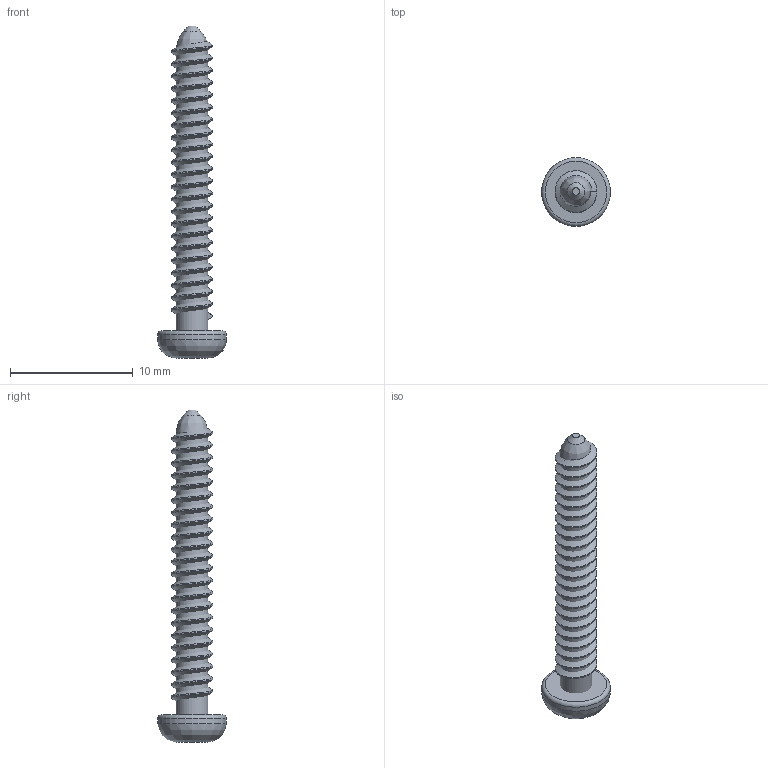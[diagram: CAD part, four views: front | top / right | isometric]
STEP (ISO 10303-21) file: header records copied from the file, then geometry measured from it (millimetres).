
FILE_DESCRIPTION(('FreeCAD Model'),'2;1');
FILE_NAME('tornillo7981_25mm.step','2017-10-21T10:47:22',('Author'),(''), 'Open CASCADE STEP processor 6.8','FreeCAD','Unknown');
FILE_SCHEMA(('AUTOMOTIVE_DESIGN_CC2 { 1 2 10303 214 -1 1 5 4 }'));
Length unit declared in the file: millimetre
Products named in the file (4): ASSEMBLY; Sweep; Fillet002; Fillet001
Assembly tree (3 placements, depth 2):
  ASSEMBLY
    Sweep
    Fillet002
    Fillet001
Bounding box: 5.6 x 5.6 x 27 mm (x, y, z)
Volume: 218.5 mm3; surface area: 683.3 mm2
Topology: 3 solids, 3 shells, 100 faces, 194 edges, 100 vertices
Faces by surface type: bspline 89, plane 6, cylinder 2, cone 1, torus 1, revolution 1
Full cylindrical faces by diameter (mm): 2.6 x1, 5.6 x1
Entity records: 7128 total; most frequent: CARTESIAN_POINT 3936, ORIENTED_EDGE 388, PCURVE 388, DEFINITIONAL_REPRESENTATION 388, B_SPLINE_CURVE_WITH_KNOTS 371, DIRECTION 246, LINE 197, VECTOR 197
